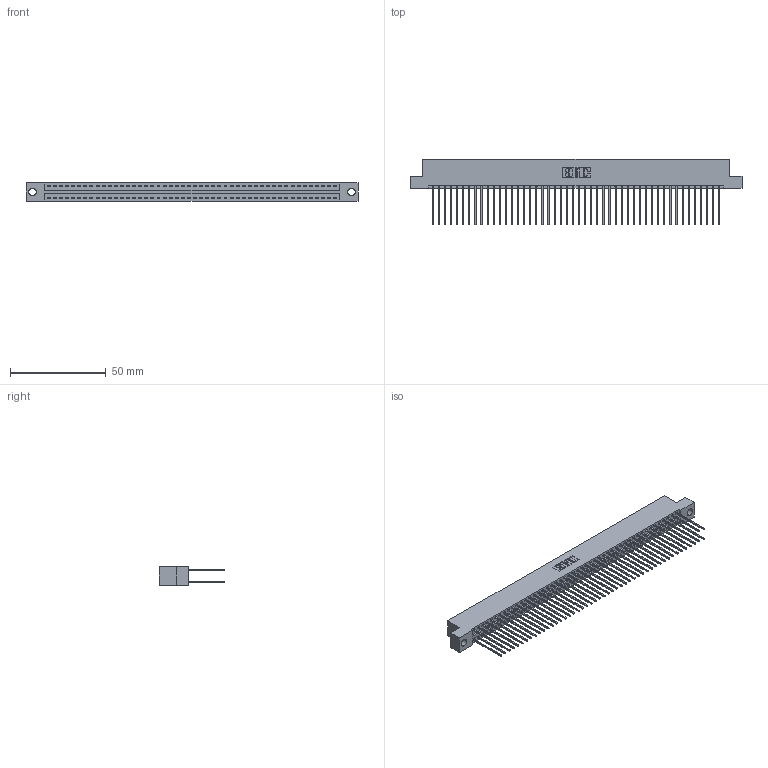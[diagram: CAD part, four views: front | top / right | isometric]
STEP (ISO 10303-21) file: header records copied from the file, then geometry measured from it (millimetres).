
FILE_DESCRIPTION (( 'STEP AP203' ), '1' );
FILE_NAME ('346-096-541-204.STEP', '2018-08-30T07:10:46', ( '' ), ( '' ), 'SwSTEP 2.0', 'SolidWorks 2016', '' );
FILE_SCHEMA (( 'CONFIG_CONTROL_DESIGN' ));
Length unit declared in the file: inch
Products named in the file (3): 346 Part_Flush Mounting Lugs - 0.156 Dia-TH; 345-292-001_345-293-141; 346-096-541-204
Assembly tree (97 placements, depth 2):
  346-096-541-204
    346 Part_Flush Mounting Lugs - 0.156 Dia-TH
    345-292-001_345-293-141  x96
Bounding box: 172.97 x 34.29 x 9.4 mm (x, y, z)
Volume: 17376.6 mm3; surface area: 26434.3 mm2
Topology: 97 solids, 97 shells, 5114 faces, 15209 edges, 10010 vertices
Faces by surface type: plane 3436, cylinder 1678
Entity records: 30539 total; most frequent: CARTESIAN_POINT 5024, ORIENTED_EDGE 4958, DIRECTION 4479, EDGE_CURVE 2479, VECTOR 2155, LINE 2155, VERTEX_POINT 1650, AXIS2_PLACEMENT_3D 1162
